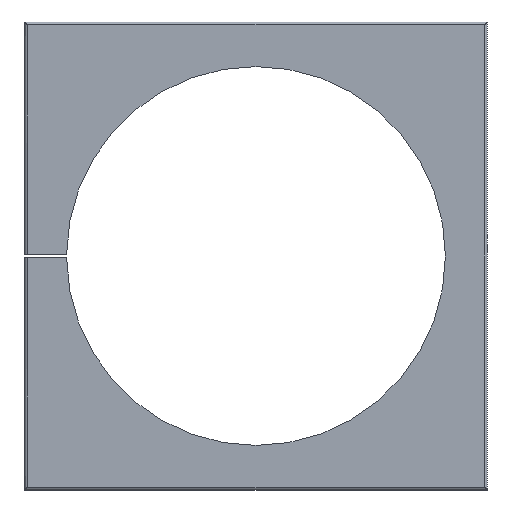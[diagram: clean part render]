
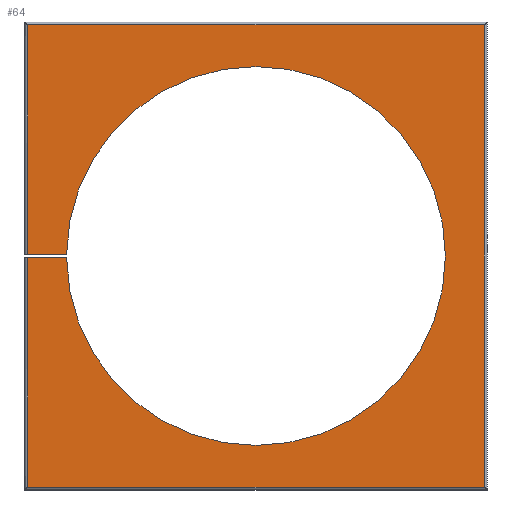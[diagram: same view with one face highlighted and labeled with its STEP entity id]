
A CAD part, front view. The second image highlights one B-rep face of the part: STEP entity #64.
In plain terms, the highlighted planar face has unit normal (0, -1, 0).
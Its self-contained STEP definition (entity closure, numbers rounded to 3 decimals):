
#64=ADVANCED_FACE('NONE',(#179),#180,.T.);
#179=FACE_OUTER_BOUND('',#371,.T.);
#180=PLANE('',#372);
#371=EDGE_LOOP('',(#1098,#1099,#1100,#1101,#1102,#1103,#1104,#1105,#1106,#1107));
#372=AXIS2_PLACEMENT_3D('',#1108,#1109,#1110);
#1098=ORIENTED_EDGE('',*,*,#1780,.F.);
#1099=ORIENTED_EDGE('',*,*,#1781,.T.);
#1100=ORIENTED_EDGE('',*,*,#1782,.T.);
#1101=ORIENTED_EDGE('',*,*,#1783,.T.);
#1102=ORIENTED_EDGE('',*,*,#1784,.T.);
#1103=ORIENTED_EDGE('',*,*,#1785,.T.);
#1104=ORIENTED_EDGE('',*,*,#1786,.T.);
#1105=ORIENTED_EDGE('',*,*,#1787,.T.);
#1106=ORIENTED_EDGE('',*,*,#1683,.T.);
#1107=ORIENTED_EDGE('',*,*,#1679,.T.);
#1108=CARTESIAN_POINT('',(-20.75,0.0,-21.0));
#1109=DIRECTION('',(0.0,-1.0,0.0));
#1110=DIRECTION('',(0.0,0.0,-1.0));
#1679=EDGE_CURVE('NONE',#1939,#1940,#1941,.T.);
#1683=EDGE_CURVE('NONE',#1947,#1939,#1948,.T.);
#1780=EDGE_CURVE('NONE',#2129,#1940,#2130,.T.);
#1781=EDGE_CURVE('NONE',#2129,#2131,#2132,.T.);
#1782=EDGE_CURVE('NONE',#2131,#2133,#2134,.T.);
#1783=EDGE_CURVE('NONE',#2133,#2135,#2136,.T.);
#1784=EDGE_CURVE('NONE',#2135,#2137,#2138,.T.);
#1785=EDGE_CURVE('NONE',#2137,#2139,#2140,.T.);
#1786=EDGE_CURVE('NONE',#2139,#2141,#2142,.T.);
#1787=EDGE_CURVE('NONE',#2141,#1947,#2143,.T.);
#1939=VERTEX_POINT('NONE',#2365);
#1940=VERTEX_POINT('NONE',#2366);
#1941=CIRCLE('',#2367,17.0);
#1947=VERTEX_POINT('NONE',#2375);
#1948=CIRCLE('',#2376,17.0);
#2129=VERTEX_POINT('NONE',#2829);
#2130=LINE('',#2830,#2831);
#2131=VERTEX_POINT('NONE',#2832);
#2132=LINE('',#2833,#2834);
#2133=VERTEX_POINT('NONE',#2835);
#2134=LINE('',#2836,#2837);
#2135=VERTEX_POINT('NONE',#2838);
#2136=LINE('',#2839,#2840);
#2137=VERTEX_POINT('NONE',#2841);
#2138=LINE('',#2842,#2843);
#2139=VERTEX_POINT('NONE',#2844);
#2140=LINE('',#2845,#2846);
#2141=VERTEX_POINT('NONE',#2847);
#2142=LINE('',#2848,#2849);
#2143=CIRCLE('',#2850,17.0);
#2365=CARTESIAN_POINT('',(0.,0.0,-17.0));
#2366=CARTESIAN_POINT('',(-16.999,0.0,-0.15));
#2367=AXIS2_PLACEMENT_3D('',#3457,#3458,#3459);
#2375=CARTESIAN_POINT('',(0.0,0.0,17.0));
#2376=AXIS2_PLACEMENT_3D('',#3465,#3466,#3467);
#2829=CARTESIAN_POINT('',(-20.5,0.0,-0.15));
#2830=CARTESIAN_POINT('',(-20.75,0.0,-0.15));
#2831=VECTOR('',#3554,1000.0);
#2832=CARTESIAN_POINT('',(-20.5,0.0,-20.75));
#2833=CARTESIAN_POINT('',(-20.5,0.0,-21.0));
#2834=VECTOR('',#3555,1000.0);
#2835=CARTESIAN_POINT('',(20.5,0.0,-20.75));
#2836=CARTESIAN_POINT('',(20.75,0.0,-20.75));
#2837=VECTOR('',#3556,1000.0);
#2838=CARTESIAN_POINT('',(20.5,0.0,20.75));
#2839=CARTESIAN_POINT('',(20.5,0.0,21.0));
#2840=VECTOR('',#3557,1000.0);
#2841=CARTESIAN_POINT('',(-20.5,0.0,20.75));
#2842=CARTESIAN_POINT('',(-20.75,0.0,20.75));
#2843=VECTOR('',#3558,1000.0);
#2844=CARTESIAN_POINT('',(-20.5,0.0,0.15));
#2845=CARTESIAN_POINT('',(-20.5,0.0,0.15));
#2846=VECTOR('',#3559,1000.0);
#2847=CARTESIAN_POINT('',(-16.999,0.0,0.15));
#2848=CARTESIAN_POINT('',(-20.75,0.0,0.15));
#2849=VECTOR('',#3560,1000.0);
#2850=AXIS2_PLACEMENT_3D('',#3561,#3562,#3563);
#3457=CARTESIAN_POINT('',(0.0,0.0,0.0));
#3458=DIRECTION('',(0.0,1.0,0.0));
#3459=DIRECTION('',(0.0,0.0,-1.0));
#3465=CARTESIAN_POINT('',(0.0,0.0,0.0));
#3466=DIRECTION('',(0.0,1.0,0.0));
#3467=DIRECTION('',(0.0,0.0,-1.0));
#3554=DIRECTION('',(1.0,0.0,0.0));
#3555=DIRECTION('',(-0.0,-0.0,-1.0));
#3556=DIRECTION('',(1.0,-0.0,-0.0));
#3557=DIRECTION('',(0.,-0.0,1.0));
#3558=DIRECTION('',(-1.0,-0.0,0.0));
#3559=DIRECTION('',(-0.0,-0.0,-1.0));
#3560=DIRECTION('',(1.0,0.0,0.0));
#3561=CARTESIAN_POINT('',(0.0,0.0,0.0));
#3562=DIRECTION('',(0.0,1.0,0.0));
#3563=DIRECTION('',(0.0,0.0,-1.0));
